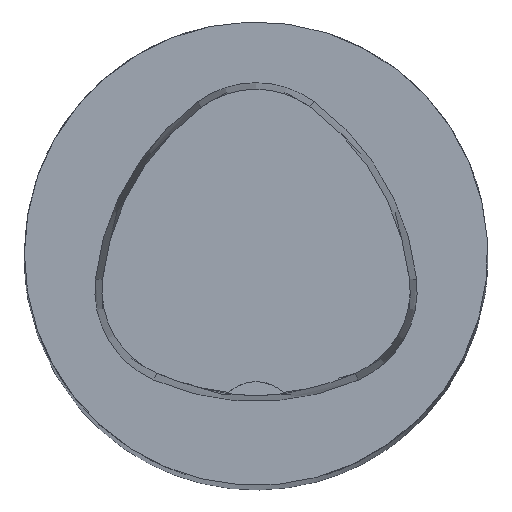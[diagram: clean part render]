
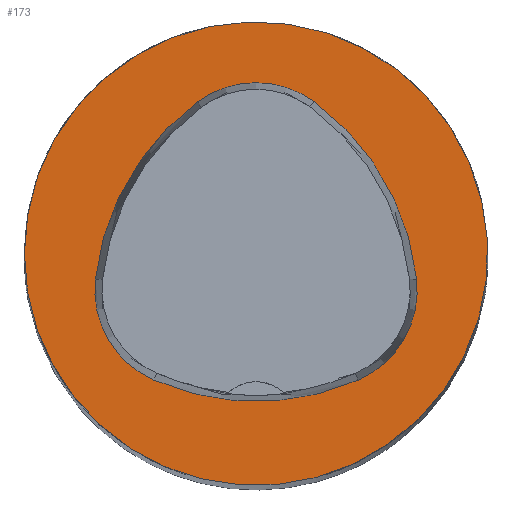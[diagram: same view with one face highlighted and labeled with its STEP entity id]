
A CAD part, top view. The second image highlights one B-rep face of the part: STEP entity #173.
In plain terms, the highlighted planar face has unit normal (0, 0, 1).
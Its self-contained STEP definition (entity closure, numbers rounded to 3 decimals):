
#44=PLANE('',#1356);
#173=ADVANCED_FACE('',(#319,#320),#44,.T.);
#286=CIRCLE('',#1316,40.);
#293=CIRCLE('',#1334,44.);
#295=CIRCLE('',#1337,17.);
#297=CIRCLE('',#1340,44.);
#299=CIRCLE('',#1343,17.);
#303=CIRCLE('',#1348,44.);
#305=CIRCLE('',#1351,17.);
#319=FACE_BOUND('',#343,.T.);
#320=FACE_BOUND('',#344,.T.);
#343=EDGE_LOOP('',(#505,#506,#507,#508,#509,#510));
#344=EDGE_LOOP('',(#511));
#505=ORIENTED_EDGE('',*,*,#956,.T.);
#506=ORIENTED_EDGE('',*,*,#936,.T.);
#507=ORIENTED_EDGE('',*,*,#940,.T.);
#508=ORIENTED_EDGE('',*,*,#943,.T.);
#509=ORIENTED_EDGE('',*,*,#946,.T.);
#510=ORIENTED_EDGE('',*,*,#954,.T.);
#511=ORIENTED_EDGE('',*,*,#903,.F.);
#786=VERTEX_POINT('',#1770);
#819=VERTEX_POINT('',#1877);
#820=VERTEX_POINT('',#1878);
#823=VERTEX_POINT('',#1886);
#825=VERTEX_POINT('',#1892);
#827=VERTEX_POINT('',#1898);
#834=VERTEX_POINT('',#1919);
#903=EDGE_CURVE('',#786,#786,#286,.T.);
#936=EDGE_CURVE('',#819,#820,#293,.T.);
#940=EDGE_CURVE('',#820,#823,#295,.T.);
#943=EDGE_CURVE('',#823,#825,#297,.T.);
#946=EDGE_CURVE('',#825,#827,#299,.T.);
#954=EDGE_CURVE('',#827,#834,#303,.T.);
#956=EDGE_CURVE('',#834,#819,#305,.T.);
#1316=AXIS2_PLACEMENT_3D('',#1769,#1440,#1441);
#1334=AXIS2_PLACEMENT_3D('',#1876,#1488,#1489);
#1337=AXIS2_PLACEMENT_3D('',#1885,#1496,#1497);
#1340=AXIS2_PLACEMENT_3D('',#1891,#1503,#1504);
#1343=AXIS2_PLACEMENT_3D('',#1897,#1510,#1511);
#1348=AXIS2_PLACEMENT_3D('',#1920,#1522,#1523);
#1351=AXIS2_PLACEMENT_3D('',#1923,#1528,#1529);
#1356=AXIS2_PLACEMENT_3D('',#1928,#1538,#1539);
#1440=DIRECTION('',(0.,0.,-1.));
#1441=DIRECTION('',(-1.,0.,0.));
#1488=DIRECTION('',(0.,0.,-1.));
#1489=DIRECTION('',(-1.,0.,0.));
#1496=DIRECTION('',(0.,0.,-1.));
#1497=DIRECTION('',(-1.,0.,0.));
#1503=DIRECTION('',(0.,0.,-1.));
#1504=DIRECTION('',(-1.,0.,0.));
#1510=DIRECTION('',(0.,0.,-1.));
#1511=DIRECTION('',(-1.,0.,0.));
#1522=DIRECTION('',(0.,0.,-1.));
#1523=DIRECTION('',(-1.,0.,0.));
#1528=DIRECTION('',(0.,0.,-1.));
#1529=DIRECTION('',(-1.,0.,0.));
#1538=DIRECTION('',(0.,0.,1.));
#1539=DIRECTION('',(-1.,0.,0.));
#1769=CARTESIAN_POINT('',(0.,0.,0.));
#1770=CARTESIAN_POINT('',(-40.,0.,0.));
#1876=CARTESIAN_POINT('',(16.01,-9.224,0.));
#1877=CARTESIAN_POINT('',(-27.722,-4.378,0.));
#1878=CARTESIAN_POINT('',(-10.119,26.178,0.));
#1885=CARTESIAN_POINT('',(-0.023,12.5,0.));
#1886=CARTESIAN_POINT('',(10.049,26.194,0.));
#1891=CARTESIAN_POINT('',(-16.021,-9.25,0.));
#1892=CARTESIAN_POINT('',(27.71,-4.394,0.));
#1897=CARTESIAN_POINT('',(10.814,-6.27,0.));
#1898=CARTESIAN_POINT('',(17.611,-21.852,0.));
#1919=CARTESIAN_POINT('',(-17.652,-21.819,0.));
#1920=CARTESIAN_POINT('',(0.017,18.477,0.));
#1923=CARTESIAN_POINT('',(-10.825,-6.25,0.));
#1928=CARTESIAN_POINT('',(0.,0.,0.));
